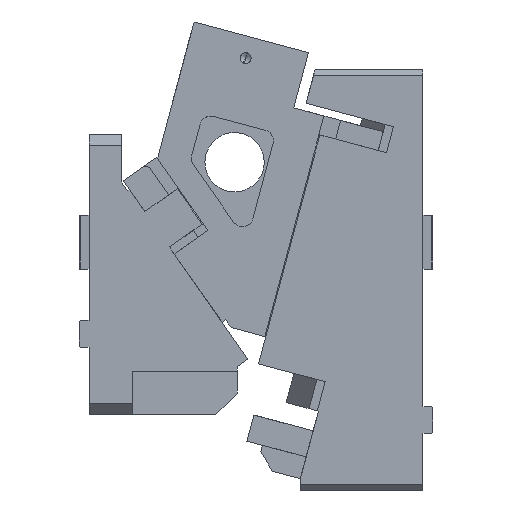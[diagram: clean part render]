
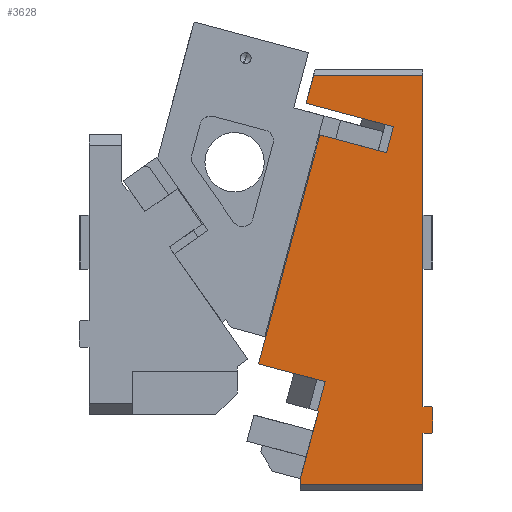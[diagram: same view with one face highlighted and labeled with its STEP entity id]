
A CAD part, left-side view. The second image highlights one B-rep face of the part: STEP entity #3628.
In plain terms, the highlighted planar face has unit normal (-1, 0, 0).
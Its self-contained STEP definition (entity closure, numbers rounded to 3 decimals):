
#330=CARTESIAN_POINT('Vertex',(-75.,-132.017,-82.997)) ;
#333=CARTESIAN_POINT('Line Origine',(-75.,-91.448,-72.126)) ;
#337=CARTESIAN_POINT('Vertex',(-75.,-50.88,-61.256)) ;
#370=CARTESIAN_POINT('Line Origine',(-75.,-54.379,-48.197)) ;
#374=CARTESIAN_POINT('Vertex',(-75.,-57.878,-35.138)) ;
#639=CARTESIAN_POINT('Vertex',(-75.,-159.368,-35.138)) ;
#642=CARTESIAN_POINT('Line Origine',(-75.,-159.368,-188.888)) ;
#646=CARTESIAN_POINT('Vertex',(-75.,-159.368,-342.638)) ;
#968=CARTESIAN_POINT('Vertex',(-75.,-159.368,-415.138)) ;
#1012=CARTESIAN_POINT('Vertex',(-75.,-159.368,-367.638)) ;
#1015=CARTESIAN_POINT('Line Origine',(-75.,-159.368,-391.388)) ;
#1258=CARTESIAN_POINT('Vertex',(-75.,-45.368,-415.138)) ;
#1261=CARTESIAN_POINT('Line Origine',(-75.,-45.368,-412.688)) ;
#1265=CARTESIAN_POINT('Vertex',(-75.,-45.368,-410.238)) ;
#1556=CARTESIAN_POINT('Line Origine',(-75.,-53.847,-378.596)) ;
#1560=CARTESIAN_POINT('Vertex',(-75.,-62.326,-346.953)) ;
#1661=CARTESIAN_POINT('Vertex',(-75.,-61.36,-346.694)) ;
#1702=CARTESIAN_POINT('Line Origine',(-75.,-61.843,-346.824)) ;
#1737=CARTESIAN_POINT('Line Origine',(-75.,-128.782,-95.071)) ;
#1741=CARTESIAN_POINT('Vertex',(-75.,-125.547,-107.145)) ;
#1749=CARTESIAN_POINT('Line Origine',(-75.,-64.983,-333.171)) ;
#1753=CARTESIAN_POINT('Vertex',(-75.,-68.607,-319.648)) ;
#1871=CARTESIAN_POINT('Line Origine',(-75.,-108.623,-35.138)) ;
#2389=CARTESIAN_POINT('Line Origine',(-75.,-102.368,-415.138)) ;
#2967=CARTESIAN_POINT('Vertex',(-75.,-63.728,-90.58)) ;
#2970=CARTESIAN_POINT('Line Origine',(-75.,-94.637,-98.863)) ;
#2984=CARTESIAN_POINT('Line Origine',(-75.,-35.257,-196.832)) ;
#2988=CARTESIAN_POINT('Vertex',(-75.,-6.787,-303.084)) ;
#3010=CARTESIAN_POINT('Line Origine',(-75.,-37.697,-311.366)) ;
#3467=CARTESIAN_POINT('Line Origine',(-75.,-163.368,-367.638)) ;
#3471=CARTESIAN_POINT('Vertex',(-75.,-167.368,-367.638)) ;
#3502=CARTESIAN_POINT('Vertex',(-75.,-168.368,-366.638)) ;
#3507=CARTESIAN_POINT('Line Origine',(-75.,-167.868,-367.138)) ;
#3531=CARTESIAN_POINT('Line Origine',(-75.,-163.368,-342.638)) ;
#3535=CARTESIAN_POINT('Vertex',(-75.,-167.368,-342.638)) ;
#3550=CARTESIAN_POINT('Line Origine',(-75.,-168.368,-355.138)) ;
#3554=CARTESIAN_POINT('Vertex',(-75.,-168.368,-343.638)) ;
#3597=CARTESIAN_POINT('Axis2P3D Location',(-75.,5.377,-348.483)) ;
#3602=CARTESIAN_POINT('Line Origine',(-75.,-167.868,-343.138)) ;
#334=DIRECTION('Vector Direction',(0.,-0.966,-0.259)) ;
#371=DIRECTION('Vector Direction',(0.,-0.259,0.966)) ;
#643=DIRECTION('Vector Direction',(0.,0.,-1.)) ;
#1016=DIRECTION('Vector Direction',(0.,0.,-1.)) ;
#1262=DIRECTION('Vector Direction',(0.,0.,-1.)) ;
#1557=DIRECTION('Vector Direction',(0.,-0.259,0.966)) ;
#1703=DIRECTION('Vector Direction',(0.,-0.966,-0.259)) ;
#1738=DIRECTION('Vector Direction',(0.,-0.259,0.966)) ;
#1750=DIRECTION('Vector Direction',(0.,-0.259,0.966)) ;
#1872=DIRECTION('Vector Direction',(0.,1.,0.)) ;
#2390=DIRECTION('Vector Direction',(0.,-1.,0.)) ;
#2971=DIRECTION('Vector Direction',(0.,0.966,0.259)) ;
#2985=DIRECTION('Vector Direction',(0.,0.259,-0.966)) ;
#3011=DIRECTION('Vector Direction',(0.,0.966,0.259)) ;
#3468=DIRECTION('Vector Direction',(0.,-1.,0.)) ;
#3508=DIRECTION('Vector Direction',(0.,-0.707,0.707)) ;
#3532=DIRECTION('Vector Direction',(0.,-1.,0.)) ;
#3551=DIRECTION('Vector Direction',(0.,0.,-1.)) ;
#3598=DIRECTION('Axis2P3D Direction',(-1.,0.,0.)) ;
#3599=DIRECTION('Axis2P3D XDirection',(0.,0.,1.)) ;
#3603=DIRECTION('Vector Direction',(0.,0.707,0.707)) ;
#3600=AXIS2_PLACEMENT_3D('Plane Axis2P3D',#3597,#3598,#3599) ;
#3608=ORIENTED_EDGE('',*,*,#3537,.F.) ;
#3609=ORIENTED_EDGE('',*,*,#648,.F.) ;
#3610=ORIENTED_EDGE('',*,*,#1875,.T.) ;
#3611=ORIENTED_EDGE('',*,*,#376,.F.) ;
#3612=ORIENTED_EDGE('',*,*,#339,.T.) ;
#3613=ORIENTED_EDGE('',*,*,#1743,.F.) ;
#3614=ORIENTED_EDGE('',*,*,#2974,.T.) ;
#3615=ORIENTED_EDGE('',*,*,#2990,.T.) ;
#3616=ORIENTED_EDGE('',*,*,#3014,.F.) ;
#3617=ORIENTED_EDGE('',*,*,#1755,.F.) ;
#3618=ORIENTED_EDGE('',*,*,#1706,.T.) ;
#3619=ORIENTED_EDGE('',*,*,#1562,.F.) ;
#3620=ORIENTED_EDGE('',*,*,#1267,.T.) ;
#3621=ORIENTED_EDGE('',*,*,#2393,.T.) ;
#3622=ORIENTED_EDGE('',*,*,#1019,.F.) ;
#3623=ORIENTED_EDGE('',*,*,#3473,.T.) ;
#3624=ORIENTED_EDGE('',*,*,#3511,.F.) ;
#3625=ORIENTED_EDGE('',*,*,#3556,.F.) ;
#3626=ORIENTED_EDGE('',*,*,#3606,.F.) ;
#335=VECTOR('Line Direction',#334,1.) ;
#372=VECTOR('Line Direction',#371,1.) ;
#644=VECTOR('Line Direction',#643,1.) ;
#1017=VECTOR('Line Direction',#1016,1.) ;
#1263=VECTOR('Line Direction',#1262,1.) ;
#1558=VECTOR('Line Direction',#1557,1.) ;
#1704=VECTOR('Line Direction',#1703,1.) ;
#1739=VECTOR('Line Direction',#1738,1.) ;
#1751=VECTOR('Line Direction',#1750,1.) ;
#1873=VECTOR('Line Direction',#1872,1.) ;
#2391=VECTOR('Line Direction',#2390,1.) ;
#2972=VECTOR('Line Direction',#2971,1.) ;
#2986=VECTOR('Line Direction',#2985,1.) ;
#3012=VECTOR('Line Direction',#3011,1.) ;
#3469=VECTOR('Line Direction',#3468,1.) ;
#3509=VECTOR('Line Direction',#3508,1.) ;
#3533=VECTOR('Line Direction',#3532,1.) ;
#3552=VECTOR('Line Direction',#3551,1.) ;
#3604=VECTOR('Line Direction',#3603,1.) ;
#3628=ADVANCED_FACE('CAM HOLDER',(#3627),#3601,.T.) ;
#339=EDGE_CURVE('',#338,#331,#336,.T.) ;
#376=EDGE_CURVE('',#338,#375,#373,.T.) ;
#648=EDGE_CURVE('',#640,#647,#645,.T.) ;
#1019=EDGE_CURVE('',#1013,#969,#1018,.T.) ;
#1267=EDGE_CURVE('',#1266,#1259,#1264,.T.) ;
#1562=EDGE_CURVE('',#1266,#1561,#1559,.T.) ;
#1706=EDGE_CURVE('',#1662,#1561,#1705,.T.) ;
#1743=EDGE_CURVE('',#1742,#331,#1740,.T.) ;
#1755=EDGE_CURVE('',#1662,#1754,#1752,.T.) ;
#1875=EDGE_CURVE('',#640,#375,#1874,.T.) ;
#2393=EDGE_CURVE('',#1259,#969,#2392,.T.) ;
#2974=EDGE_CURVE('',#1742,#2968,#2973,.T.) ;
#2990=EDGE_CURVE('',#2968,#2989,#2987,.T.) ;
#3014=EDGE_CURVE('',#1754,#2989,#3013,.T.) ;
#3473=EDGE_CURVE('',#1013,#3472,#3470,.T.) ;
#3511=EDGE_CURVE('',#3503,#3472,#3510,.F.) ;
#3537=EDGE_CURVE('',#647,#3536,#3534,.T.) ;
#3556=EDGE_CURVE('',#3555,#3503,#3553,.T.) ;
#3606=EDGE_CURVE('',#3536,#3555,#3605,.F.) ;
#3607=EDGE_LOOP('',(#3608,#3609,#3610,#3611,#3612,#3613,#3614,#3615,#3616,#3617,#3618,#3619,#3620,#3621,#3622,#3623,#3624,#3625,#3626)) ;
#3627=FACE_OUTER_BOUND('',#3607,.T.) ;
#336=LINE('Line',#333,#335) ;
#373=LINE('Line',#370,#372) ;
#645=LINE('Line',#642,#644) ;
#1018=LINE('Line',#1015,#1017) ;
#1264=LINE('Line',#1261,#1263) ;
#1559=LINE('Line',#1556,#1558) ;
#1705=LINE('Line',#1702,#1704) ;
#1740=LINE('Line',#1737,#1739) ;
#1752=LINE('Line',#1749,#1751) ;
#1874=LINE('Line',#1871,#1873) ;
#2392=LINE('Line',#2389,#2391) ;
#2973=LINE('Line',#2970,#2972) ;
#2987=LINE('Line',#2984,#2986) ;
#3013=LINE('Line',#3010,#3012) ;
#3470=LINE('Line',#3467,#3469) ;
#3510=LINE('Line',#3507,#3509) ;
#3534=LINE('Line',#3531,#3533) ;
#3553=LINE('Line',#3550,#3552) ;
#3605=LINE('Line',#3602,#3604) ;
#3601=PLANE('Plane',#3600) ;
#331=VERTEX_POINT('',#330) ;
#338=VERTEX_POINT('',#337) ;
#375=VERTEX_POINT('',#374) ;
#640=VERTEX_POINT('',#639) ;
#647=VERTEX_POINT('',#646) ;
#969=VERTEX_POINT('',#968) ;
#1013=VERTEX_POINT('',#1012) ;
#1259=VERTEX_POINT('',#1258) ;
#1266=VERTEX_POINT('',#1265) ;
#1561=VERTEX_POINT('',#1560) ;
#1662=VERTEX_POINT('',#1661) ;
#1742=VERTEX_POINT('',#1741) ;
#1754=VERTEX_POINT('',#1753) ;
#2968=VERTEX_POINT('',#2967) ;
#2989=VERTEX_POINT('',#2988) ;
#3472=VERTEX_POINT('',#3471) ;
#3503=VERTEX_POINT('',#3502) ;
#3536=VERTEX_POINT('',#3535) ;
#3555=VERTEX_POINT('',#3554) ;
